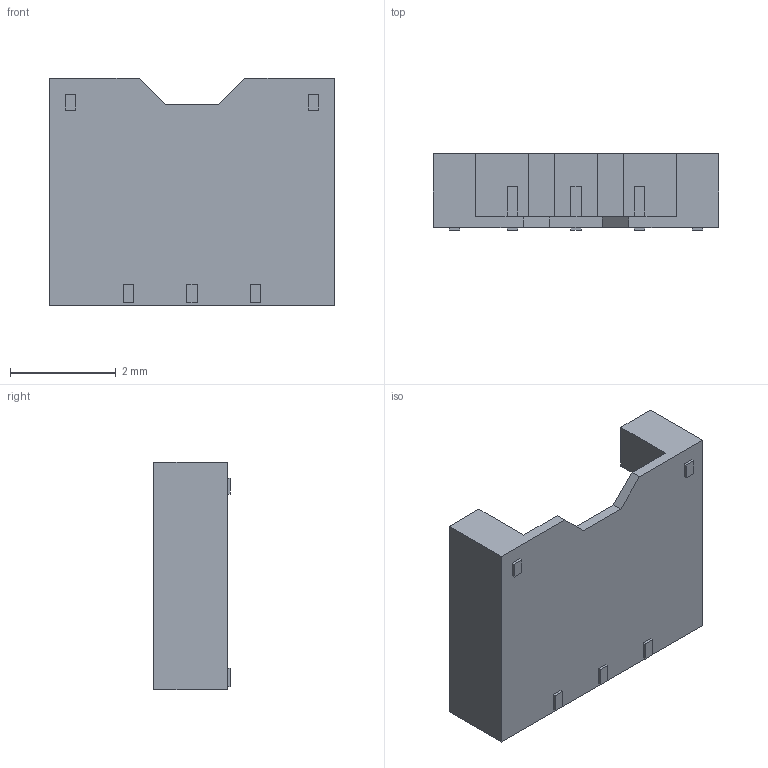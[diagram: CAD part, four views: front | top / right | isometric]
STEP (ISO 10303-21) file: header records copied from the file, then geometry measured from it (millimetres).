
FILE_DESCRIPTION (( 'STEP AP214' ), '1' );
FILE_NAME ('BM03B-ACHSS-GAN.STEP', '2010-06-23T07:50:30', ( ' ' ), ( ' ' ), 'SwSTEP 2.0', 'SolidWorks 2005235', '' );
FILE_SCHEMA (( 'AUTOMOTIVE_DESIGN' ));
Length unit declared in the file: millimetre
Products named in the file (1): BM03B-ACHSS-GAN
Bounding box: 5.4 x 1.45 x 4.3 mm (x, y, z)
Volume: 15 mm3; surface area: 88.8 mm2
Topology: 1 solids, 1 shells, 75 faces, 201 edges, 134 vertices
Faces by surface type: plane 75
Entity records: 3143 total; most frequent: CARTESIAN_POINT 411, ORIENTED_EDGE 402, DIRECTION 353, VECTOR 201, LINE 201, EDGE_CURVE 201, VERTEX_POINT 134, EDGE_LOOP 81
